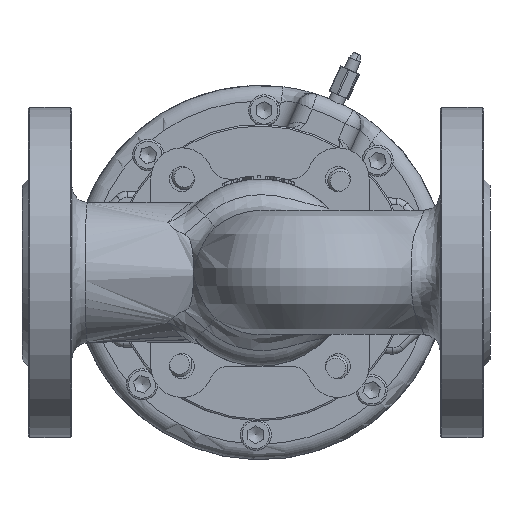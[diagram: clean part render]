
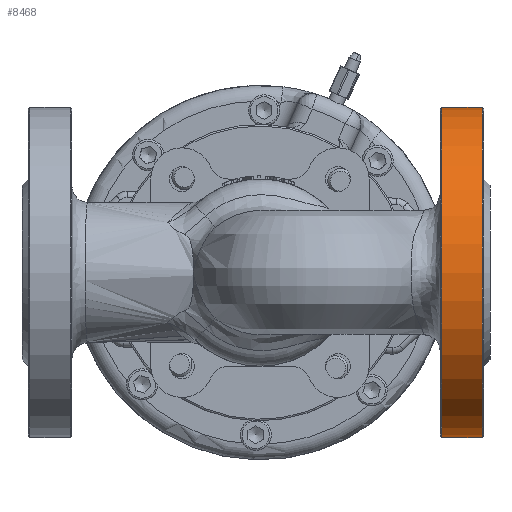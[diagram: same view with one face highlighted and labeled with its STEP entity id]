
A CAD part, front view. The second image highlights one B-rep face of the part: STEP entity #8468.
In plain terms, the highlighted cylindrical face has radius 53 mm (diameter 106 mm), a full revolution.
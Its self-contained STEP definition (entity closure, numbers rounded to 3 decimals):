
#793=LINE('',#20968,#1256);
#1256=VECTOR('',#11634,53.);
#1467=CYLINDRICAL_SURFACE('',#9454,53.);
#2163=FACE_OUTER_BOUND('',#2733,.T.);
#2733=EDGE_LOOP('',(#7243,#7244,#7245,#7246,#7247,#7248));
#3273=CIRCLE('',#9452,53.);
#3274=CIRCLE('',#9453,53.);
#3275=CIRCLE('',#9455,53.);
#3276=CIRCLE('',#9456,53.);
#3982=VERTEX_POINT('',#20961);
#3983=VERTEX_POINT('',#20963);
#3984=VERTEX_POINT('',#20967);
#3985=VERTEX_POINT('',#20969);
#5086=EDGE_CURVE('',#3983,#3982,#3273,.T.);
#5087=EDGE_CURVE('',#3982,#3983,#3274,.T.);
#5088=EDGE_CURVE('',#3983,#3984,#793,.T.);
#5089=EDGE_CURVE('',#3984,#3985,#3275,.T.);
#5090=EDGE_CURVE('',#3985,#3984,#3276,.T.);
#7243=ORIENTED_EDGE('',*,*,#5087,.T.);
#7244=ORIENTED_EDGE('',*,*,#5088,.T.);
#7245=ORIENTED_EDGE('',*,*,#5089,.T.);
#7246=ORIENTED_EDGE('',*,*,#5090,.T.);
#7247=ORIENTED_EDGE('',*,*,#5088,.F.);
#7248=ORIENTED_EDGE('',*,*,#5086,.T.);
#8468=ADVANCED_FACE('',(#2163),#1467,.T.);
#9452=AXIS2_PLACEMENT_3D('',#20964,#11628,#11629);
#9453=AXIS2_PLACEMENT_3D('',#20965,#11630,#11631);
#9454=AXIS2_PLACEMENT_3D('',#20966,#11632,#11633);
#9455=AXIS2_PLACEMENT_3D('',#20970,#11635,#11636);
#9456=AXIS2_PLACEMENT_3D('',#20971,#11637,#11638);
#11628=DIRECTION('center_axis',(1.,0.,0.));
#11629=DIRECTION('ref_axis',(0.,0.,1.));
#11630=DIRECTION('center_axis',(1.,0.,0.));
#11631=DIRECTION('ref_axis',(0.,0.,1.));
#11632=DIRECTION('center_axis',(1.,0.,0.));
#11633=DIRECTION('ref_axis',(0.,0.,-1.));
#11634=DIRECTION('',(1.,0.,0.));
#11635=DIRECTION('center_axis',(-1.,0.,0.));
#11636=DIRECTION('ref_axis',(0.,0.,1.));
#11637=DIRECTION('center_axis',(-1.,0.,0.));
#11638=DIRECTION('ref_axis',(0.,0.,1.));
#20961=CARTESIAN_POINT('',(134.5,0.,-53.));
#20963=CARTESIAN_POINT('',(134.5,0.,53.));
#20964=CARTESIAN_POINT('Origin',(134.5,0.,0.));
#20965=CARTESIAN_POINT('Origin',(134.5,0.,0.));
#20966=CARTESIAN_POINT('Origin',(148.,0.,0.));
#20967=CARTESIAN_POINT('',(147.5,0.,53.));
#20968=CARTESIAN_POINT('',(148.,0.,53.));
#20969=CARTESIAN_POINT('',(147.5,0.,-53.));
#20970=CARTESIAN_POINT('Origin',(147.5,0.,0.));
#20971=CARTESIAN_POINT('Origin',(147.5,0.,0.));
